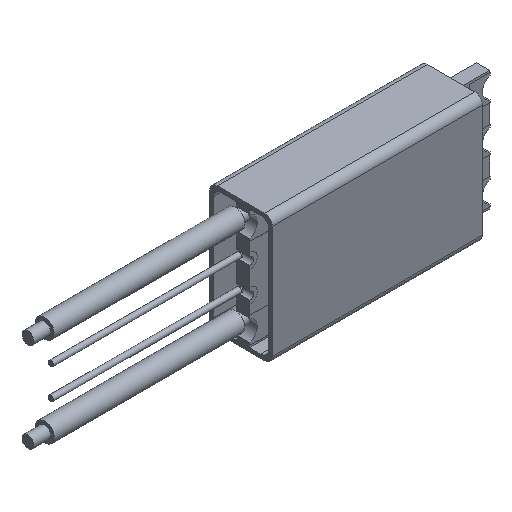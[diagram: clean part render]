
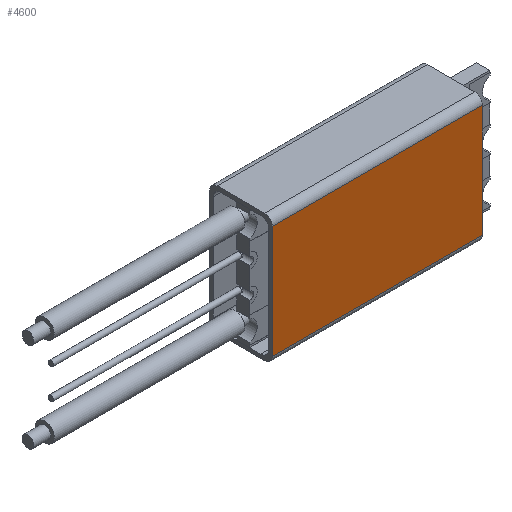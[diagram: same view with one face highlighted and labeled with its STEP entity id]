
A CAD part, isometric view. The second image highlights one B-rep face of the part: STEP entity #4600.
In plain terms, the highlighted face is planar.
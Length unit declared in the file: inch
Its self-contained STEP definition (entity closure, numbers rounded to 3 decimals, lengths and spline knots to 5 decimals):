
#448=PLANE('',#5158);
#691=FACE_OUTER_BOUND('',#964,.T.);
#964=EDGE_LOOP('',(#4308,#4309,#4310,#4311));
#1473=LINE('',#7698,#2005);
#1489=LINE('',#7750,#2021);
#1492=LINE('',#7757,#2024);
#1498=LINE('',#7773,#2030);
#2005=VECTOR('',#6277,0.3937);
#2021=VECTOR('',#6327,0.3937);
#2024=VECTOR('',#6336,0.3937);
#2030=VECTOR('',#6356,0.3937);
#2491=VERTEX_POINT('',#7695);
#2492=VERTEX_POINT('',#7697);
#2511=VERTEX_POINT('',#7748);
#2512=VERTEX_POINT('',#7755);
#3081=EDGE_CURVE('',#2492,#2491,#1473,.T.);
#3107=EDGE_CURVE('',#2511,#2491,#1489,.T.);
#3111=EDGE_CURVE('',#2492,#2512,#1492,.T.);
#3119=EDGE_CURVE('',#2512,#2511,#1498,.T.);
#4308=ORIENTED_EDGE('',*,*,#3107,.F.);
#4309=ORIENTED_EDGE('',*,*,#3119,.F.);
#4310=ORIENTED_EDGE('',*,*,#3111,.F.);
#4311=ORIENTED_EDGE('',*,*,#3081,.T.);
#4600=ADVANCED_FACE('',(#691),#448,.T.);
#5158=AXIS2_PLACEMENT_3D('',#7772,#6354,#6355);
#6277=DIRECTION('',(0.,0.,1.));
#6327=DIRECTION('',(-1.,0.,0.));
#6336=DIRECTION('',(1.,0.,0.));
#6354=DIRECTION('center_axis',(0.,1.,0.));
#6355=DIRECTION('ref_axis',(0.,0.,1.));
#6356=DIRECTION('',(0.,0.,1.));
#7695=CARTESIAN_POINT('',(0.,0.16437,0.29528));
#7697=CARTESIAN_POINT('',(0.,0.16437,-0.29528));
#7698=CARTESIAN_POINT('',(0.,0.16437,-0.33465));
#7748=CARTESIAN_POINT('',(1.10236,0.16437,0.29528));
#7750=CARTESIAN_POINT('',(0.,0.16437,0.29528));
#7755=CARTESIAN_POINT('',(1.10236,0.16437,-0.29528));
#7757=CARTESIAN_POINT('',(0.,0.16437,-0.29528));
#7772=CARTESIAN_POINT('Origin',(0.,0.16437,-0.33465));
#7773=CARTESIAN_POINT('',(1.10236,0.16437,-0.33465));
